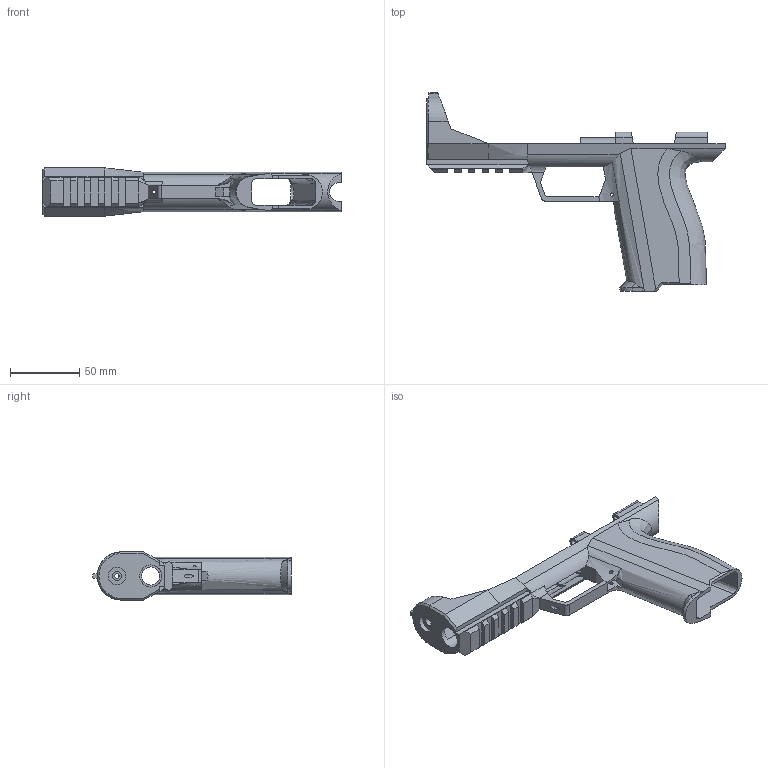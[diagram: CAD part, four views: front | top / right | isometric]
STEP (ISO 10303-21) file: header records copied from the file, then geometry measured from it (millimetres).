
FILE_DESCRIPTION(/* description */ (''),/* implementation_level */ '2;1');
FILE_NAME(/* name */ 'FRAME_TOP_RAIL_ONE_PIECE.step',/* time_stamp */ '2021-02-09T14:33:47-05:00',/* author */ (''),/* organization */ (''),/* preprocessor_version */ 'ST-DEVELOPER v18.1',/* originating_system */ 'Autodesk Translation Framework v9.7.0.1280',/* authorisation */ '');
FILE_SCHEMA (('AUTOMOTIVE_DESIGN { 1 0 10303 214 3 1 1 }'));
Length unit declared in the file: millimetre
Products named in the file (4): FRAME_TOP_RAIL; Component5; picatinny v7; Component7
Assembly tree (3 placements, depth 3):
  FRAME_TOP_RAIL
    Component5
    picatinny v7
      Component7
Bounding box: 215.89 x 143.46 x 34.92 mm (x, y, z)
Volume: 108287.3 mm3; surface area: 58247.2 mm2
Topology: 1 solids, 1 shells, 217 faces, 629 edges, 410 vertices
Faces by surface type: plane 153, cylinder 37, bspline 25, cone 2
Full cylindrical faces by diameter (mm): 2.381 x3, 2.413 x2, 3.175 x1, 4.826 x1, 5.08 x4, 6.35 x3, 12.7 x1, 13.081 x1, 13.462 x1, 15.951 x2
Entity records: 8221 total; most frequent: CARTESIAN_POINT 2444, ORIENTED_EDGE 1258, DIRECTION 1089, EDGE_CURVE 629, LINE 439, VECTOR 439, VERTEX_POINT 410, AXIS2_PLACEMENT_3D 325
